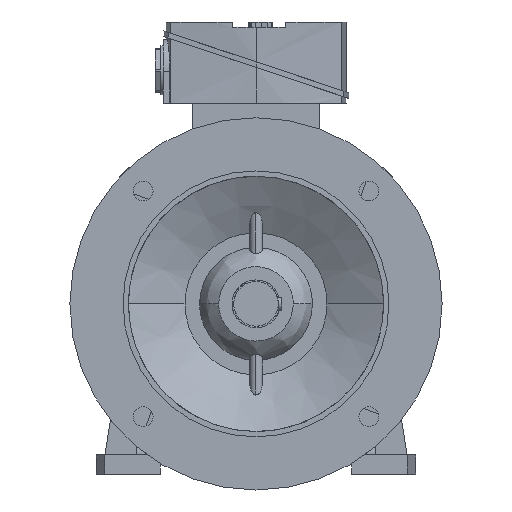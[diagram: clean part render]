
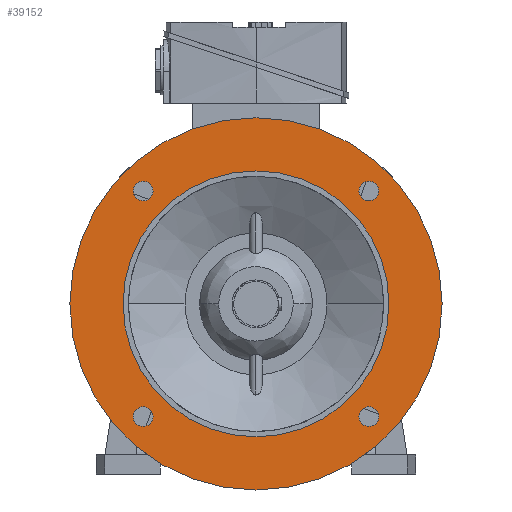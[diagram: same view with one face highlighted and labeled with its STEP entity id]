
A CAD part, left-side view. The second image highlights one B-rep face of the part: STEP entity #39152.
In plain terms, the highlighted planar face has unit normal (-1, 0, 0).
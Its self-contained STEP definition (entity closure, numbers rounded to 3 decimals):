
#26614=AXIS2_PLACEMENT_3D('Circle Axis2P3D',#26612,#26613,$) ;
#26654=AXIS2_PLACEMENT_3D('Circle Axis2P3D',#26652,#26653,$) ;
#26676=AXIS2_PLACEMENT_3D('Circle Axis2P3D',#26674,#26675,$) ;
#26716=AXIS2_PLACEMENT_3D('Circle Axis2P3D',#26714,#26715,$) ;
#26738=AXIS2_PLACEMENT_3D('Circle Axis2P3D',#26736,#26737,$) ;
#26778=AXIS2_PLACEMENT_3D('Circle Axis2P3D',#26776,#26777,$) ;
#26800=AXIS2_PLACEMENT_3D('Circle Axis2P3D',#26798,#26799,$) ;
#26840=AXIS2_PLACEMENT_3D('Circle Axis2P3D',#26838,#26839,$) ;
#27843=AXIS2_PLACEMENT_3D('Circle Axis2P3D',#27841,#27842,$) ;
#27874=AXIS2_PLACEMENT_3D('Circle Axis2P3D',#27872,#27873,$) ;
#39033=AXIS2_PLACEMENT_3D('Circle Axis2P3D',#39031,#39032,$) ;
#39113=AXIS2_PLACEMENT_3D('Circle Axis2P3D',#39111,#39112,$) ;
#39126=AXIS2_PLACEMENT_3D('Plane Axis2P3D',#39123,#39124,#39125) ;
#26612=CARTESIAN_POINT('Axis2P3D Location',(-80.,-106.066,106.066)) ;
#26616=CARTESIAN_POINT('Vertex',(-80.,-106.066,115.316)) ;
#26618=CARTESIAN_POINT('Vertex',(-80.,-106.066,96.816)) ;
#26652=CARTESIAN_POINT('Axis2P3D Location',(-80.,-106.066,106.066)) ;
#26674=CARTESIAN_POINT('Axis2P3D Location',(-80.,106.066,106.066)) ;
#26678=CARTESIAN_POINT('Vertex',(-80.,106.066,115.316)) ;
#26680=CARTESIAN_POINT('Vertex',(-80.,106.066,96.816)) ;
#26714=CARTESIAN_POINT('Axis2P3D Location',(-80.,106.066,106.066)) ;
#26736=CARTESIAN_POINT('Axis2P3D Location',(-80.,106.066,-106.066)) ;
#26740=CARTESIAN_POINT('Vertex',(-80.,106.066,-96.816)) ;
#26742=CARTESIAN_POINT('Vertex',(-80.,106.066,-115.316)) ;
#26776=CARTESIAN_POINT('Axis2P3D Location',(-80.,106.066,-106.066)) ;
#26798=CARTESIAN_POINT('Axis2P3D Location',(-80.,-106.066,-106.066)) ;
#26802=CARTESIAN_POINT('Vertex',(-80.,-106.066,-96.816)) ;
#26804=CARTESIAN_POINT('Vertex',(-80.,-106.066,-115.316)) ;
#26838=CARTESIAN_POINT('Axis2P3D Location',(-80.,-106.066,-106.066)) ;
#27836=CARTESIAN_POINT('Vertex',(-80.,0.,-125.)) ;
#27841=CARTESIAN_POINT('Axis2P3D Location',(-80.,0.,0.)) ;
#27845=CARTESIAN_POINT('Vertex',(-80.,0.,125.)) ;
#27872=CARTESIAN_POINT('Axis2P3D Location',(-80.,0.,0.)) ;
#39031=CARTESIAN_POINT('Axis2P3D Location',(-80.,0.,0.)) ;
#39035=CARTESIAN_POINT('Vertex',(-80.,0.,-175.)) ;
#39037=CARTESIAN_POINT('Vertex',(-80.,0.,175.)) ;
#39111=CARTESIAN_POINT('Axis2P3D Location',(-80.,0.,0.)) ;
#39123=CARTESIAN_POINT('Axis2P3D Location',(-80.,150.,0.)) ;
#26613=DIRECTION('Axis2P3D Direction',(1.,0.,-0.)) ;
#26653=DIRECTION('Axis2P3D Direction',(1.,0.,-0.)) ;
#26675=DIRECTION('Axis2P3D Direction',(1.,0.,-0.)) ;
#26715=DIRECTION('Axis2P3D Direction',(1.,0.,-0.)) ;
#26737=DIRECTION('Axis2P3D Direction',(1.,0.,-0.)) ;
#26777=DIRECTION('Axis2P3D Direction',(1.,0.,-0.)) ;
#26799=DIRECTION('Axis2P3D Direction',(1.,0.,-0.)) ;
#26839=DIRECTION('Axis2P3D Direction',(1.,0.,-0.)) ;
#27842=DIRECTION('Axis2P3D Direction',(-1.,0.,0.)) ;
#27873=DIRECTION('Axis2P3D Direction',(-1.,0.,0.)) ;
#39032=DIRECTION('Axis2P3D Direction',(-1.,0.,0.)) ;
#39112=DIRECTION('Axis2P3D Direction',(-1.,0.,0.)) ;
#39124=DIRECTION('Axis2P3D Direction',(-1.,0.,0.)) ;
#39125=DIRECTION('Axis2P3D XDirection',(0.,0.,-1.)) ;
#39129=ORIENTED_EDGE('',*,*,#39115,.F.) ;
#39130=ORIENTED_EDGE('',*,*,#39039,.F.) ;
#39133=ORIENTED_EDGE('',*,*,#26806,.T.) ;
#39134=ORIENTED_EDGE('',*,*,#26842,.T.) ;
#39137=ORIENTED_EDGE('',*,*,#26682,.T.) ;
#39138=ORIENTED_EDGE('',*,*,#26718,.T.) ;
#39141=ORIENTED_EDGE('',*,*,#26620,.T.) ;
#39142=ORIENTED_EDGE('',*,*,#26656,.T.) ;
#39145=ORIENTED_EDGE('',*,*,#27876,.T.) ;
#39146=ORIENTED_EDGE('',*,*,#27847,.T.) ;
#39149=ORIENTED_EDGE('',*,*,#26780,.T.) ;
#39150=ORIENTED_EDGE('',*,*,#26744,.T.) ;
#39135=FACE_BOUND('',#39132,.T.) ;
#39139=FACE_BOUND('',#39136,.T.) ;
#39143=FACE_BOUND('',#39140,.T.) ;
#39147=FACE_BOUND('',#39144,.T.) ;
#39151=FACE_BOUND('',#39148,.T.) ;
#39152=ADVANCED_FACE('Hauptk\X2\00F6\X0\rper',(#39131,#39135,#39139,#39143,#39147,#39151),#39127,.T.) ;
#26615=CIRCLE('generated circle',#26614,9.25) ;
#26655=CIRCLE('generated circle',#26654,9.25) ;
#26677=CIRCLE('generated circle',#26676,9.25) ;
#26717=CIRCLE('generated circle',#26716,9.25) ;
#26739=CIRCLE('generated circle',#26738,9.25) ;
#26779=CIRCLE('generated circle',#26778,9.25) ;
#26801=CIRCLE('generated circle',#26800,9.25) ;
#26841=CIRCLE('generated circle',#26840,9.25) ;
#27844=CIRCLE('generated circle',#27843,125.) ;
#27875=CIRCLE('generated circle',#27874,125.) ;
#39034=CIRCLE('generated circle',#39033,175.) ;
#39114=CIRCLE('generated circle',#39113,175.) ;
#26620=EDGE_CURVE('',#26617,#26619,#26615,.T.) ;
#26656=EDGE_CURVE('',#26619,#26617,#26655,.T.) ;
#26682=EDGE_CURVE('',#26679,#26681,#26677,.T.) ;
#26718=EDGE_CURVE('',#26681,#26679,#26717,.T.) ;
#26744=EDGE_CURVE('',#26741,#26743,#26739,.T.) ;
#26780=EDGE_CURVE('',#26743,#26741,#26779,.T.) ;
#26806=EDGE_CURVE('',#26803,#26805,#26801,.T.) ;
#26842=EDGE_CURVE('',#26805,#26803,#26841,.T.) ;
#27847=EDGE_CURVE('',#27846,#27837,#27844,.F.) ;
#27876=EDGE_CURVE('',#27837,#27846,#27875,.F.) ;
#39039=EDGE_CURVE('',#39036,#39038,#39034,.F.) ;
#39115=EDGE_CURVE('',#39038,#39036,#39114,.F.) ;
#39128=EDGE_LOOP('',(#39129,#39130)) ;
#39132=EDGE_LOOP('',(#39133,#39134)) ;
#39136=EDGE_LOOP('',(#39137,#39138)) ;
#39140=EDGE_LOOP('',(#39141,#39142)) ;
#39144=EDGE_LOOP('',(#39145,#39146)) ;
#39148=EDGE_LOOP('',(#39149,#39150)) ;
#39131=FACE_OUTER_BOUND('',#39128,.T.) ;
#39127=PLANE('Plane',#39126) ;
#26617=VERTEX_POINT('',#26616) ;
#26619=VERTEX_POINT('',#26618) ;
#26679=VERTEX_POINT('',#26678) ;
#26681=VERTEX_POINT('',#26680) ;
#26741=VERTEX_POINT('',#26740) ;
#26743=VERTEX_POINT('',#26742) ;
#26803=VERTEX_POINT('',#26802) ;
#26805=VERTEX_POINT('',#26804) ;
#27837=VERTEX_POINT('',#27836) ;
#27846=VERTEX_POINT('',#27845) ;
#39036=VERTEX_POINT('',#39035) ;
#39038=VERTEX_POINT('',#39037) ;
